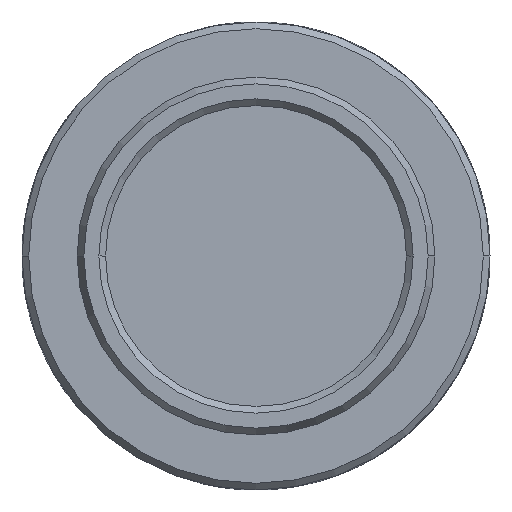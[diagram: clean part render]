
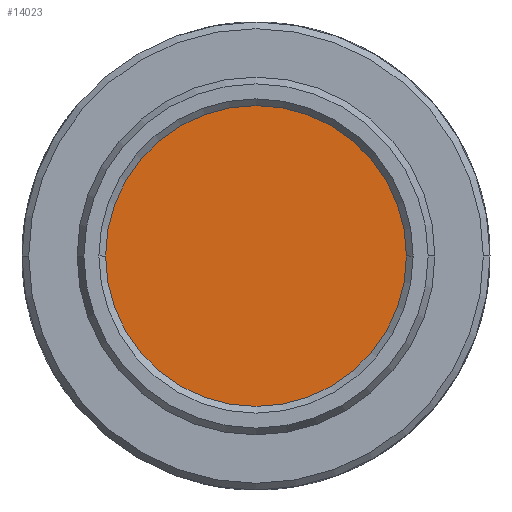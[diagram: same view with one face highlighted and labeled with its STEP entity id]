
A CAD part, left-side view. The second image highlights one B-rep face of the part: STEP entity #14023.
In plain terms, the highlighted planar face has unit normal (-1, 0, 0).
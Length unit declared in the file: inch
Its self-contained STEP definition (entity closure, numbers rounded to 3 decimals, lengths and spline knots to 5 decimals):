
#408 = CARTESIAN_POINT ( 'NONE',  ( -0.125, 0., 0. ) ) ;
#1595 = DIRECTION ( 'NONE',  ( 0., 0., -1. ) ) ;
#1856 = CARTESIAN_POINT ( 'NONE',  ( -0.125, 0., 0. ) ) ;
#2885 = EDGE_LOOP ( 'NONE', ( #7819, #14915 ) ) ;
#3062 = DIRECTION ( 'NONE',  ( 0., 0., -1. ) ) ;
#3241 = CARTESIAN_POINT ( 'NONE',  ( -0.125, 0., 0.25 ) ) ;
#3473 = CIRCLE ( 'NONE', #5059, 0.25 ) ;
#4766 = AXIS2_PLACEMENT_3D ( 'NONE', #1856, #10229, #3062 ) ;
#5059 = AXIS2_PLACEMENT_3D ( 'NONE', #408, #8784, #1595 ) ;
#5553 = VERTEX_POINT ( 'NONE', #13932 ) ;
#6854 = CARTESIAN_POINT ( 'NONE',  ( -0.125, 0., 0. ) ) ;
#7666 = AXIS2_PLACEMENT_3D ( 'NONE', #6854, #15219, #8042 ) ;
#7819 = ORIENTED_EDGE ( 'NONE', *, *, #7820, .F. ) ;
#7820 = EDGE_CURVE ( 'NONE', #5553, #14026, #11729, .T. ) ;
#8042 = DIRECTION ( 'NONE',  ( 0., 0., -1. ) ) ;
#8784 = DIRECTION ( 'NONE',  ( 1., 0., 0. ) ) ;
#9075 = FACE_OUTER_BOUND ( 'NONE', #2885, .T. ) ;
#10229 = DIRECTION ( 'NONE',  ( 1., 0., 0. ) ) ;
#11729 = CIRCLE ( 'NONE', #4766, 0.25 ) ;
#12582 = EDGE_CURVE ( 'NONE', #14026, #5553, #3473, .T. ) ;
#13932 = CARTESIAN_POINT ( 'NONE',  ( -0.125, 0., -0.25 ) ) ;
#14000 = PLANE ( 'NONE',  #7666 ) ;
#14023 = ADVANCED_FACE ( 'NONE', ( #9075 ), #14000, .F. ) ;
#14026 = VERTEX_POINT ( 'NONE', #3241 ) ;
#14915 = ORIENTED_EDGE ( 'NONE', *, *, #12582, .F. ) ;
#15219 = DIRECTION ( 'NONE',  ( 1., 0., 0. ) ) ;
